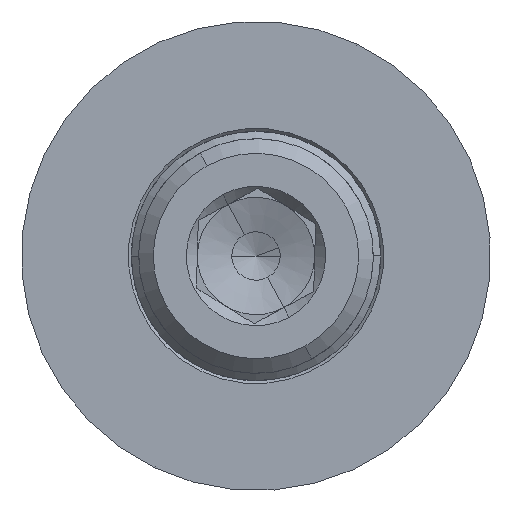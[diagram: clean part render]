
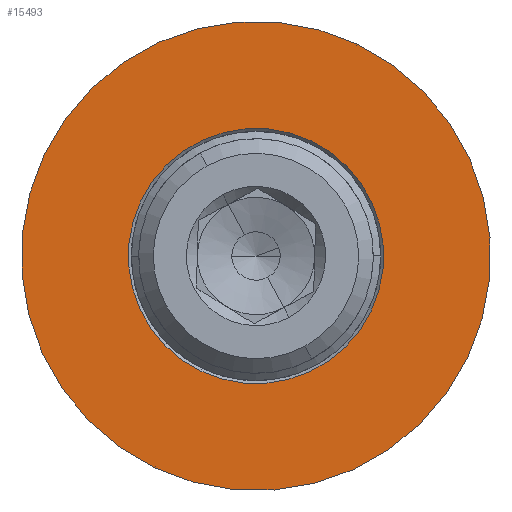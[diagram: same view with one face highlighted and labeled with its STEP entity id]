
A CAD part, left-side view. The second image highlights one B-rep face of the part: STEP entity #15493.
In plain terms, the highlighted planar face has unit normal (-1, 0, 0).
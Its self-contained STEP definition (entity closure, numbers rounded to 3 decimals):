
#120 = AXIS2_PLACEMENT_3D ( 'NONE', #27275, #13264, #29643 ) ;
#2332 = AXIS2_PLACEMENT_3D ( 'NONE', #26707, #12704, #29070 ) ;
#2668 = EDGE_LOOP ( 'NONE', ( #23717, #20320 ) ) ;
#4310 = DIRECTION ( 'NONE',  ( -1., 0., 0. ) ) ;
#4971 = CARTESIAN_POINT ( 'NONE',  ( 0., 0., 8.7 ) ) ;
#6374 = AXIS2_PLACEMENT_3D ( 'NONE', #27741, #13711, #30080 ) ;
#7776 = EDGE_LOOP ( 'NONE', ( #21251, #16827 ) ) ;
#10057 = EDGE_CURVE ( 'NONE', #22344, #20151, #28140, .T. ) ;
#10240 = AXIS2_PLACEMENT_3D ( 'NONE', #12450, #12552, #28944 ) ;
#12450 = CARTESIAN_POINT ( 'NONE',  ( 0., 16., 0. ) ) ;
#12552 = DIRECTION ( 'NONE',  ( 1., 0., 0. ) ) ;
#12704 = DIRECTION ( 'NONE',  ( -1., 0., 0. ) ) ;
#13264 = DIRECTION ( 'NONE',  ( -1., 0., 0. ) ) ;
#13638 = CARTESIAN_POINT ( 'NONE',  ( 0., 0., 16. ) ) ;
#13711 = DIRECTION ( 'NONE',  ( -1., 0., 0. ) ) ;
#14149 = EDGE_CURVE ( 'NONE', #23071, #16175, #25630, .T. ) ;
#14622 = FACE_OUTER_BOUND ( 'NONE', #2668, .T. ) ;
#15493 = ADVANCED_FACE ( 'NONE', ( #16104, #14622 ), #19519, .F. ) ;
#16104 = FACE_BOUND ( 'NONE', #7776, .T. ) ;
#16175 = VERTEX_POINT ( 'NONE', #22444 ) ;
#16350 = CIRCLE ( 'NONE', #2332, 8.7 ) ;
#16511 = CARTESIAN_POINT ( 'NONE',  ( 0., 0., -8.7 ) ) ;
#16725 = EDGE_CURVE ( 'NONE', #16175, #23071, #26969, .T. ) ;
#16827 = ORIENTED_EDGE ( 'NONE', *, *, #18754, .F. ) ;
#18277 = CARTESIAN_POINT ( 'NONE',  ( 0., 0., 0. ) ) ;
#18651 = AXIS2_PLACEMENT_3D ( 'NONE', #18277, #4310, #20611 ) ;
#18754 = EDGE_CURVE ( 'NONE', #20151, #22344, #16350, .T. ) ;
#19519 = PLANE ( 'NONE',  #10240 ) ;
#20151 = VERTEX_POINT ( 'NONE', #16511 ) ;
#20320 = ORIENTED_EDGE ( 'NONE', *, *, #16725, .T. ) ;
#20611 = DIRECTION ( 'NONE',  ( 0., 0., 1. ) ) ;
#21251 = ORIENTED_EDGE ( 'NONE', *, *, #10057, .F. ) ;
#22344 = VERTEX_POINT ( 'NONE', #4971 ) ;
#22444 = CARTESIAN_POINT ( 'NONE',  ( 0., 0., -16. ) ) ;
#23071 = VERTEX_POINT ( 'NONE', #13638 ) ;
#23717 = ORIENTED_EDGE ( 'NONE', *, *, #14149, .T. ) ;
#25630 = CIRCLE ( 'NONE', #120, 16. ) ;
#26707 = CARTESIAN_POINT ( 'NONE',  ( 0., 0., 0. ) ) ;
#26969 = CIRCLE ( 'NONE', #6374, 16. ) ;
#27275 = CARTESIAN_POINT ( 'NONE',  ( 0., 0., 0. ) ) ;
#27741 = CARTESIAN_POINT ( 'NONE',  ( 0., 0., 0. ) ) ;
#28140 = CIRCLE ( 'NONE', #18651, 8.7 ) ;
#28944 = DIRECTION ( 'NONE',  ( 0., 0., -1. ) ) ;
#29070 = DIRECTION ( 'NONE',  ( 0., 0., 1. ) ) ;
#29643 = DIRECTION ( 'NONE',  ( 0., 0., 1. ) ) ;
#30080 = DIRECTION ( 'NONE',  ( 0., 0., 1. ) ) ;
